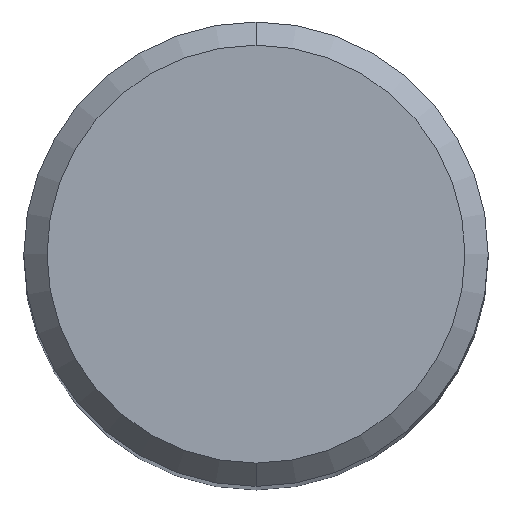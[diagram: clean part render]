
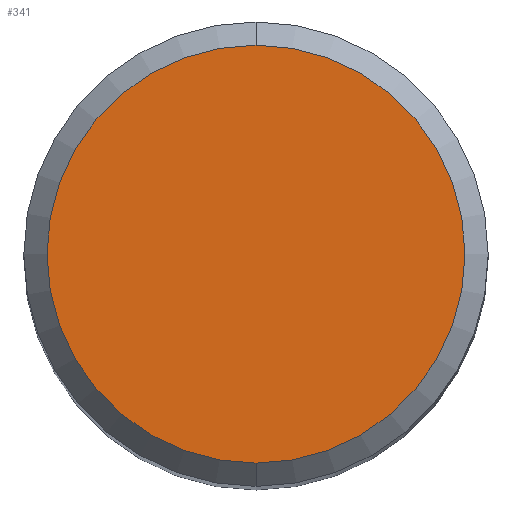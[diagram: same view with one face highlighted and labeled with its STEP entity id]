
A CAD part, top view. The second image highlights one B-rep face of the part: STEP entity #341.
In plain terms, the highlighted planar face has unit normal (0, 0, 1).
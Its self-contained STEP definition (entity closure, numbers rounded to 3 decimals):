
#247=EDGE_CURVE('',#337,#403,#562,.T.);
#295=EDGE_CURVE('',#403,#337,#617,.T.);
#337=VERTEX_POINT('',#663);
#341=ADVANCED_FACE('',(#667),#668,.T.);
#403=VERTEX_POINT('',#733);
#562=CIRCLE('',#996,3.6);
#617=CIRCLE('',#1071,3.6);
#663=CARTESIAN_POINT('',(0.0,3.6,0.0));
#667=FACE_OUTER_BOUND('',#1190,.T.);
#668=PLANE('',#1191);
#733=CARTESIAN_POINT('',(0.,-3.6,0.0));
#996=AXIS2_PLACEMENT_3D('',#1539,#1540,#1541);
#1071=AXIS2_PLACEMENT_3D('',#1612,#1613,#1614);
#1190=EDGE_LOOP('',(#1676,#1677));
#1191=AXIS2_PLACEMENT_3D('',#1678,#1679,#1680);
#1539=CARTESIAN_POINT('',(0.0,0.0,0.0));
#1540=DIRECTION('',(0.0,0.0,-1.0));
#1541=DIRECTION('',(0.0,1.0,0.0));
#1612=CARTESIAN_POINT('',(0.0,0.0,0.0));
#1613=DIRECTION('',(0.0,0.0,-1.0));
#1614=DIRECTION('',(0.0,1.0,0.0));
#1676=ORIENTED_EDGE('',*,*,#247,.F.);
#1677=ORIENTED_EDGE('',*,*,#295,.F.);
#1678=CARTESIAN_POINT('',(0.0,1.8,0.0));
#1679=DIRECTION('',(-0.0,0.0,1.0));
#1680=DIRECTION('',(0.0,-1.0,0.0));
